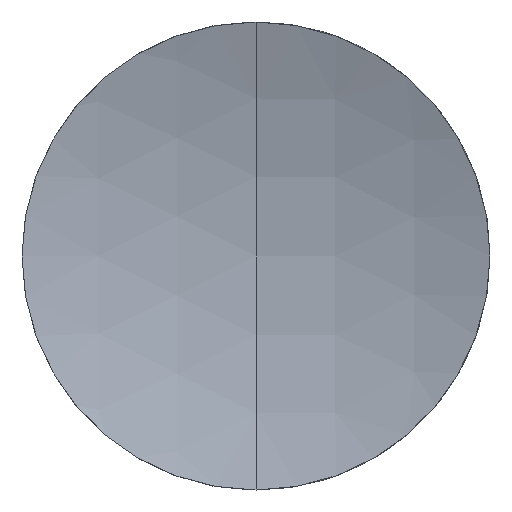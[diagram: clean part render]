
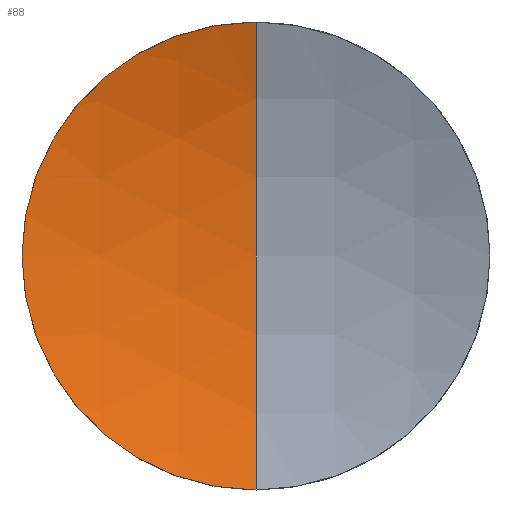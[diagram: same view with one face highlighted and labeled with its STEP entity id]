
A CAD part, left-side view. The second image highlights one B-rep face of the part: STEP entity #88.
In plain terms, the highlighted spherical face has radius 39 mm.
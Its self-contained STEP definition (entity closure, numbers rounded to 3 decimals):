
#4 = AXIS2_PLACEMENT_3D ( 'NONE', #153, #238, #276 ) ;
#14 = CIRCLE ( 'NONE', #137, 12.5 ) ;
#20 = AXIS2_PLACEMENT_3D ( 'NONE', #278, #208, #92 ) ;
#26 = VERTEX_POINT ( 'NONE', #365 ) ;
#33 = EDGE_LOOP ( 'NONE', ( #51, #329, #369 ) ) ;
#51 = ORIENTED_EDGE ( 'NONE', *, *, #97, .T. ) ;
#56 = CIRCLE ( 'NONE', #285, 12.5 ) ;
#64 = DIRECTION ( 'NONE',  ( -1., 0., 0. ) ) ;
#88 = ADVANCED_FACE ( 'NONE', ( #212 ), #342, .F. ) ;
#92 = DIRECTION ( 'NONE',  ( 0., 0., -1. ) ) ;
#97 = EDGE_CURVE ( 'NONE', #114, #307, #56, .T. ) ;
#114 = VERTEX_POINT ( 'NONE', #119 ) ;
#119 = CARTESIAN_POINT ( 'NONE',  ( -4.057, 0., 12.5 ) ) ;
#137 = AXIS2_PLACEMENT_3D ( 'NONE', #347, #194, #161 ) ;
#146 = DIRECTION ( 'NONE',  ( 0., 0., 1. ) ) ;
#153 = CARTESIAN_POINT ( 'NONE',  ( -41., 0., 0. ) ) ;
#159 = EDGE_CURVE ( 'NONE', #26, #114, #213, .T. ) ;
#161 = DIRECTION ( 'NONE',  ( 0., 0., 1. ) ) ;
#194 = DIRECTION ( 'NONE',  ( -1., 0., 0. ) ) ;
#208 = DIRECTION ( 'NONE',  ( 0., -1., 0. ) ) ;
#212 = FACE_OUTER_BOUND ( 'NONE', #33, .T. ) ;
#213 = CIRCLE ( 'NONE', #20, 39. ) ;
#238 = DIRECTION ( 'NONE',  ( 0., 1., 0. ) ) ;
#276 = DIRECTION ( 'NONE',  ( 1., 0., 0. ) ) ;
#278 = CARTESIAN_POINT ( 'NONE',  ( -41., 0., 0. ) ) ;
#285 = AXIS2_PLACEMENT_3D ( 'NONE', #405, #64, #146 ) ;
#307 = VERTEX_POINT ( 'NONE', #364 ) ;
#329 = ORIENTED_EDGE ( 'NONE', *, *, #378, .T. ) ;
#342 = SPHERICAL_SURFACE ( 'NONE', #4, 39. ) ;
#347 = CARTESIAN_POINT ( 'NONE',  ( -4.057, 0., 0. ) ) ;
#364 = CARTESIAN_POINT ( 'NONE',  ( -4.057, 12.5, 0. ) ) ;
#365 = CARTESIAN_POINT ( 'NONE',  ( -4.057, 0., -12.5 ) ) ;
#369 = ORIENTED_EDGE ( 'NONE', *, *, #159, .T. ) ;
#378 = EDGE_CURVE ( 'NONE', #307, #26, #14, .T. ) ;
#405 = CARTESIAN_POINT ( 'NONE',  ( -4.057, 0., 0. ) ) ;
